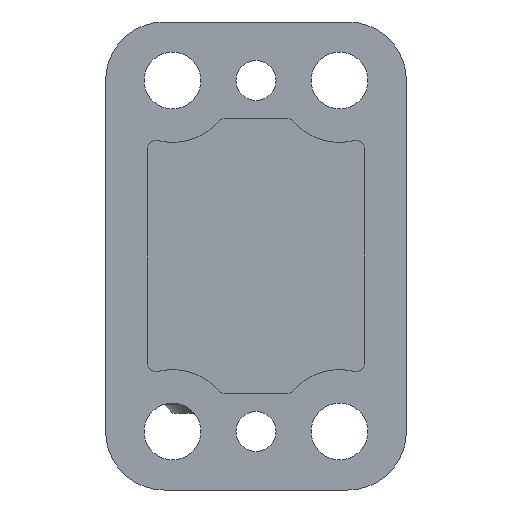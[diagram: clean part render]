
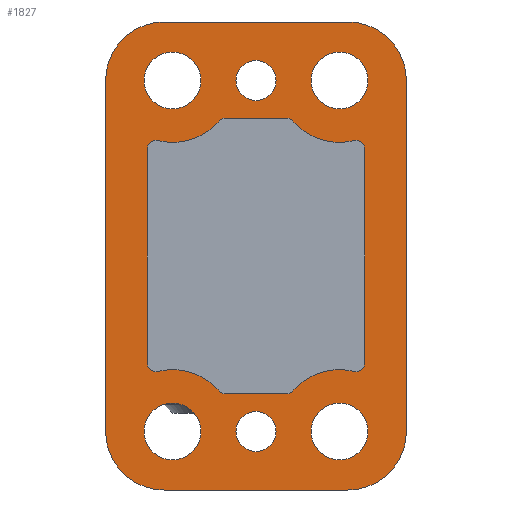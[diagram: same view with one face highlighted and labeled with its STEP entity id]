
A CAD part, front view. The second image highlights one B-rep face of the part: STEP entity #1827.
In plain terms, the highlighted planar face has unit normal (0, -1, 0).
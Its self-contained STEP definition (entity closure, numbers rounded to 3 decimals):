
#48=PLANE('',#2014);
#119=LINE('',#2917,#261);
#128=LINE('',#2937,#270);
#132=LINE('',#2949,#274);
#138=LINE('',#2960,#280);
#143=LINE('',#2996,#285);
#144=LINE('',#3005,#286);
#145=LINE('',#3013,#287);
#146=LINE('',#3021,#288);
#261=VECTOR('',#2295,1000.);
#270=VECTOR('',#2312,1000.);
#274=VECTOR('',#2324,1000.);
#280=VECTOR('',#2336,1000.);
#285=VECTOR('',#2379,1000.);
#286=VECTOR('',#2386,1000.);
#287=VECTOR('',#2393,1000.);
#288=VECTOR('',#2400,1000.);
#509=ORIENTED_EDGE('',*,*,#1003,.T.);
#510=ORIENTED_EDGE('',*,*,#1004,.T.);
#511=ORIENTED_EDGE('',*,*,#1005,.F.);
#512=ORIENTED_EDGE('',*,*,#1006,.T.);
#513=ORIENTED_EDGE('',*,*,#1007,.T.);
#514=ORIENTED_EDGE('',*,*,#1008,.T.);
#515=ORIENTED_EDGE('',*,*,#1009,.F.);
#516=ORIENTED_EDGE('',*,*,#1010,.T.);
#517=ORIENTED_EDGE('',*,*,#1011,.T.);
#518=ORIENTED_EDGE('',*,*,#1012,.T.);
#519=ORIENTED_EDGE('',*,*,#1013,.F.);
#520=ORIENTED_EDGE('',*,*,#1014,.T.);
#521=ORIENTED_EDGE('',*,*,#1015,.T.);
#522=ORIENTED_EDGE('',*,*,#1016,.T.);
#523=ORIENTED_EDGE('',*,*,#1017,.F.);
#524=ORIENTED_EDGE('',*,*,#1018,.T.);
#525=ORIENTED_EDGE('',*,*,#998,.T.);
#526=ORIENTED_EDGE('',*,*,#996,.T.);
#527=ORIENTED_EDGE('',*,*,#995,.T.);
#528=ORIENTED_EDGE('',*,*,#993,.T.);
#529=ORIENTED_EDGE('',*,*,#992,.T.);
#530=ORIENTED_EDGE('',*,*,#990,.T.);
#531=ORIENTED_EDGE('',*,*,#964,.F.);
#532=ORIENTED_EDGE('',*,*,#999,.F.);
#533=ORIENTED_EDGE('',*,*,#988,.F.);
#534=ORIENTED_EDGE('',*,*,#986,.F.);
#535=ORIENTED_EDGE('',*,*,#981,.F.);
#536=ORIENTED_EDGE('',*,*,#978,.F.);
#537=ORIENTED_EDGE('',*,*,#975,.F.);
#538=ORIENTED_EDGE('',*,*,#972,.F.);
#964=EDGE_CURVE('',#1222,#1223,#119,.T.);
#972=EDGE_CURVE('',#1223,#1227,#1376,.T.);
#975=EDGE_CURVE('',#1227,#1229,#128,.T.);
#978=EDGE_CURVE('',#1229,#1231,#1378,.T.);
#981=EDGE_CURVE('',#1231,#1233,#132,.T.);
#986=EDGE_CURVE('',#1233,#1234,#1380,.T.);
#988=EDGE_CURVE('',#1234,#1235,#138,.T.);
#990=EDGE_CURVE('',#1236,#1236,#1381,.T.);
#992=EDGE_CURVE('',#1238,#1238,#1383,.T.);
#993=EDGE_CURVE('',#1239,#1239,#1384,.T.);
#995=EDGE_CURVE('',#1241,#1241,#1386,.T.);
#996=EDGE_CURVE('',#1242,#1242,#1387,.T.);
#998=EDGE_CURVE('',#1244,#1244,#1389,.T.);
#999=EDGE_CURVE('',#1235,#1222,#1390,.T.);
#1003=EDGE_CURVE('',#1247,#1248,#143,.T.);
#1004=EDGE_CURVE('',#1248,#1249,#1391,.T.);
#1005=EDGE_CURVE('',#1250,#1249,#1392,.T.);
#1006=EDGE_CURVE('',#1250,#1251,#1393,.T.);
#1007=EDGE_CURVE('',#1251,#1252,#144,.T.);
#1008=EDGE_CURVE('',#1252,#1253,#1394,.T.);
#1009=EDGE_CURVE('',#1254,#1253,#1395,.T.);
#1010=EDGE_CURVE('',#1254,#1255,#1396,.T.);
#1011=EDGE_CURVE('',#1255,#1256,#145,.T.);
#1012=EDGE_CURVE('',#1256,#1257,#1397,.T.);
#1013=EDGE_CURVE('',#1258,#1257,#1398,.T.);
#1014=EDGE_CURVE('',#1258,#1259,#1399,.T.);
#1015=EDGE_CURVE('',#1259,#1260,#146,.T.);
#1016=EDGE_CURVE('',#1260,#1261,#1400,.T.);
#1017=EDGE_CURVE('',#1262,#1261,#1401,.T.);
#1018=EDGE_CURVE('',#1262,#1247,#1402,.T.);
#1222=VERTEX_POINT('',#2918);
#1223=VERTEX_POINT('',#2919);
#1227=VERTEX_POINT('',#2932);
#1229=VERTEX_POINT('',#2938);
#1231=VERTEX_POINT('',#2944);
#1233=VERTEX_POINT('',#2950);
#1234=VERTEX_POINT('',#2957);
#1235=VERTEX_POINT('',#2961);
#1236=VERTEX_POINT('',#2965);
#1238=VERTEX_POINT('',#2970);
#1239=VERTEX_POINT('',#2973);
#1241=VERTEX_POINT('',#2978);
#1242=VERTEX_POINT('',#2981);
#1244=VERTEX_POINT('',#2986);
#1247=VERTEX_POINT('',#2997);
#1248=VERTEX_POINT('',#2998);
#1249=VERTEX_POINT('',#3000);
#1250=VERTEX_POINT('',#3002);
#1251=VERTEX_POINT('',#3004);
#1252=VERTEX_POINT('',#3006);
#1253=VERTEX_POINT('',#3008);
#1254=VERTEX_POINT('',#3010);
#1255=VERTEX_POINT('',#3012);
#1256=VERTEX_POINT('',#3014);
#1257=VERTEX_POINT('',#3016);
#1258=VERTEX_POINT('',#3018);
#1259=VERTEX_POINT('',#3020);
#1260=VERTEX_POINT('',#3022);
#1261=VERTEX_POINT('',#3024);
#1262=VERTEX_POINT('',#3026);
#1376=CIRCLE('',#1986,7.);
#1378=CIRCLE('',#1990,7.);
#1380=CIRCLE('',#1994,7.);
#1381=CIRCLE('',#1997,3.4);
#1383=CIRCLE('',#2000,3.4);
#1384=CIRCLE('',#2002,2.4);
#1386=CIRCLE('',#2005,2.4);
#1387=CIRCLE('',#2007,3.4);
#1389=CIRCLE('',#2010,3.4);
#1390=CIRCLE('',#2012,7.);
#1391=CIRCLE('',#2015,1.);
#1392=CIRCLE('',#2016,7.4);
#1393=CIRCLE('',#2017,1.);
#1394=CIRCLE('',#2018,1.);
#1395=CIRCLE('',#2019,7.4);
#1396=CIRCLE('',#2020,1.);
#1397=CIRCLE('',#2021,1.);
#1398=CIRCLE('',#2022,7.4);
#1399=CIRCLE('',#2023,1.);
#1400=CIRCLE('',#2024,1.);
#1401=CIRCLE('',#2025,7.4);
#1402=CIRCLE('',#2026,1.);
#1509=EDGE_LOOP('',(#509,#510,#511,#512,#513,#514,#515,#516,#517,#518,#519,
#520,#521,#522,#523,#524));
#1510=EDGE_LOOP('',(#525));
#1511=EDGE_LOOP('',(#526));
#1512=EDGE_LOOP('',(#527));
#1513=EDGE_LOOP('',(#528));
#1514=EDGE_LOOP('',(#529));
#1515=EDGE_LOOP('',(#530));
#1516=EDGE_LOOP('',(#531,#532,#533,#534,#535,#536,#537,#538));
#1645=FACE_BOUND('',#1509,.T.);
#1646=FACE_BOUND('',#1510,.T.);
#1647=FACE_BOUND('',#1511,.T.);
#1648=FACE_BOUND('',#1512,.T.);
#1649=FACE_BOUND('',#1513,.T.);
#1650=FACE_BOUND('',#1514,.T.);
#1651=FACE_BOUND('',#1515,.T.);
#1652=FACE_BOUND('',#1516,.T.);
#1827=ADVANCED_FACE('',(#1645,#1646,#1647,#1648,#1649,#1650,#1651,#1652),
#48,.F.);
#1986=AXIS2_PLACEMENT_3D('',#2931,#2305,#2306);
#1990=AXIS2_PLACEMENT_3D('',#2943,#2317,#2318);
#1994=AXIS2_PLACEMENT_3D('',#2956,#2331,#2332);
#1997=AXIS2_PLACEMENT_3D('',#2964,#2340,#2341);
#2000=AXIS2_PLACEMENT_3D('',#2969,#2346,#2347);
#2002=AXIS2_PLACEMENT_3D('',#2972,#2350,#2351);
#2005=AXIS2_PLACEMENT_3D('',#2977,#2356,#2357);
#2007=AXIS2_PLACEMENT_3D('',#2980,#2360,#2361);
#2010=AXIS2_PLACEMENT_3D('',#2985,#2366,#2367);
#2012=AXIS2_PLACEMENT_3D('',#2988,#2370,#2371);
#2014=AXIS2_PLACEMENT_3D('',#2995,#2377,#2378);
#2015=AXIS2_PLACEMENT_3D('',#2999,#2380,#2381);
#2016=AXIS2_PLACEMENT_3D('',#3001,#2382,#2383);
#2017=AXIS2_PLACEMENT_3D('',#3003,#2384,#2385);
#2018=AXIS2_PLACEMENT_3D('',#3007,#2387,#2388);
#2019=AXIS2_PLACEMENT_3D('',#3009,#2389,#2390);
#2020=AXIS2_PLACEMENT_3D('',#3011,#2391,#2392);
#2021=AXIS2_PLACEMENT_3D('',#3015,#2394,#2395);
#2022=AXIS2_PLACEMENT_3D('',#3017,#2396,#2397);
#2023=AXIS2_PLACEMENT_3D('',#3019,#2398,#2399);
#2024=AXIS2_PLACEMENT_3D('',#3023,#2401,#2402);
#2025=AXIS2_PLACEMENT_3D('',#3025,#2403,#2404);
#2026=AXIS2_PLACEMENT_3D('',#3027,#2405,#2406);
#2295=DIRECTION('',(0.,0.,1.));
#2305=DIRECTION('',(0.,1.,0.));
#2306=DIRECTION('',(1.,0.,0.));
#2312=DIRECTION('',(1.,0.,0.));
#2317=DIRECTION('',(0.,1.,0.));
#2318=DIRECTION('',(1.,0.,0.));
#2324=DIRECTION('',(0.,0.,-1.));
#2331=DIRECTION('',(0.,1.,0.));
#2332=DIRECTION('',(1.,0.,0.));
#2336=DIRECTION('',(-1.,0.,0.));
#2340=DIRECTION('',(0.,1.,0.));
#2341=DIRECTION('',(1.,0.,0.));
#2346=DIRECTION('',(0.,1.,0.));
#2347=DIRECTION('',(1.,0.,0.));
#2350=DIRECTION('',(0.,1.,0.));
#2351=DIRECTION('',(1.,0.,0.));
#2356=DIRECTION('',(0.,1.,0.));
#2357=DIRECTION('',(1.,0.,0.));
#2360=DIRECTION('',(0.,1.,0.));
#2361=DIRECTION('',(1.,0.,0.));
#2366=DIRECTION('',(0.,1.,0.));
#2367=DIRECTION('',(1.,0.,0.));
#2370=DIRECTION('',(0.,1.,0.));
#2371=DIRECTION('',(1.,0.,0.));
#2377=DIRECTION('',(0.,1.,0.));
#2378=DIRECTION('',(0.,0.,1.));
#2379=DIRECTION('',(0.,0.,1.));
#2380=DIRECTION('',(0.,1.,0.));
#2381=DIRECTION('',(1.,0.,0.));
#2382=DIRECTION('',(0.,1.,0.));
#2383=DIRECTION('',(1.,0.,0.));
#2384=DIRECTION('',(0.,1.,0.));
#2385=DIRECTION('',(1.,0.,0.));
#2386=DIRECTION('',(1.,0.,0.));
#2387=DIRECTION('',(0.,1.,0.));
#2388=DIRECTION('',(1.,0.,0.));
#2389=DIRECTION('',(0.,1.,0.));
#2390=DIRECTION('',(1.,0.,0.));
#2391=DIRECTION('',(0.,1.,0.));
#2392=DIRECTION('',(1.,0.,0.));
#2393=DIRECTION('',(0.,0.,-1.));
#2394=DIRECTION('',(0.,1.,0.));
#2395=DIRECTION('',(1.,0.,0.));
#2396=DIRECTION('',(0.,1.,0.));
#2397=DIRECTION('',(1.,0.,0.));
#2398=DIRECTION('',(0.,1.,0.));
#2399=DIRECTION('',(1.,0.,0.));
#2400=DIRECTION('',(-1.,0.,0.));
#2401=DIRECTION('',(0.,1.,0.));
#2402=DIRECTION('',(1.,0.,0.));
#2403=DIRECTION('',(0.,1.,0.));
#2404=DIRECTION('',(1.,0.,0.));
#2405=DIRECTION('',(0.,1.,0.));
#2406=DIRECTION('',(1.,0.,0.));
#2917=CARTESIAN_POINT('',(-18.,0.,-21.));
#2918=CARTESIAN_POINT('',(-18.,0.,-21.));
#2919=CARTESIAN_POINT('',(-18.,0.,21.));
#2931=CARTESIAN_POINT('',(-11.,0.,21.));
#2932=CARTESIAN_POINT('',(-11.,0.,28.));
#2937=CARTESIAN_POINT('',(-11.,0.,28.));
#2938=CARTESIAN_POINT('',(11.,0.,28.));
#2943=CARTESIAN_POINT('',(11.,0.,21.));
#2944=CARTESIAN_POINT('',(18.,0.,21.));
#2949=CARTESIAN_POINT('',(18.,0.,21.));
#2950=CARTESIAN_POINT('',(18.,0.,-21.));
#2956=CARTESIAN_POINT('',(11.,0.,-21.));
#2957=CARTESIAN_POINT('',(11.,0.,-28.));
#2960=CARTESIAN_POINT('',(11.,0.,-28.));
#2961=CARTESIAN_POINT('',(-11.,0.,-28.));
#2964=CARTESIAN_POINT('',(10.,0.,-21.));
#2965=CARTESIAN_POINT('',(13.4,0.,-21.));
#2969=CARTESIAN_POINT('',(10.,0.,21.));
#2970=CARTESIAN_POINT('',(13.4,0.,21.));
#2972=CARTESIAN_POINT('',(0.,0.,-21.));
#2973=CARTESIAN_POINT('',(2.4,0.,-21.));
#2977=CARTESIAN_POINT('',(0.,0.,21.));
#2978=CARTESIAN_POINT('',(2.4,0.,21.));
#2980=CARTESIAN_POINT('',(-10.,0.,-21.));
#2981=CARTESIAN_POINT('',(-6.6,0.,-21.));
#2985=CARTESIAN_POINT('',(-10.,0.,21.));
#2986=CARTESIAN_POINT('',(-6.6,0.,21.));
#2988=CARTESIAN_POINT('',(-11.,0.,-21.));
#2995=CARTESIAN_POINT('',(-11.,0.,21.));
#2996=CARTESIAN_POINT('',(-13.,0.,-12.842));
#2997=CARTESIAN_POINT('',(-13.,0.,-12.842));
#2998=CARTESIAN_POINT('',(-13.,0.,12.842));
#2999=CARTESIAN_POINT('',(-12.,0.,12.842));
#3000=CARTESIAN_POINT('',(-11.762,0.,13.813));
#3001=CARTESIAN_POINT('',(-10.,0.,21.));
#3002=CARTESIAN_POINT('',(-4.407,0.,16.155));
#3003=CARTESIAN_POINT('',(-3.651,0.,15.5));
#3004=CARTESIAN_POINT('',(-3.651,0.,16.5));
#3005=CARTESIAN_POINT('',(-3.651,0.,16.5));
#3006=CARTESIAN_POINT('',(3.651,0.,16.5));
#3007=CARTESIAN_POINT('',(3.651,0.,15.5));
#3008=CARTESIAN_POINT('',(4.407,0.,16.155));
#3009=CARTESIAN_POINT('',(10.,0.,21.));
#3010=CARTESIAN_POINT('',(11.762,0.,13.813));
#3011=CARTESIAN_POINT('',(12.,0.,12.842));
#3012=CARTESIAN_POINT('',(13.,0.,12.842));
#3013=CARTESIAN_POINT('',(13.,0.,12.842));
#3014=CARTESIAN_POINT('',(13.,0.,-12.842));
#3015=CARTESIAN_POINT('',(12.,0.,-12.842));
#3016=CARTESIAN_POINT('',(11.762,0.,-13.813));
#3017=CARTESIAN_POINT('',(10.,0.,-21.));
#3018=CARTESIAN_POINT('',(4.407,0.,-16.155));
#3019=CARTESIAN_POINT('',(3.651,0.,-15.5));
#3020=CARTESIAN_POINT('',(3.651,0.,-16.5));
#3021=CARTESIAN_POINT('',(3.651,0.,-16.5));
#3022=CARTESIAN_POINT('',(-3.651,0.,-16.5));
#3023=CARTESIAN_POINT('',(-3.651,0.,-15.5));
#3024=CARTESIAN_POINT('',(-4.407,0.,-16.155));
#3025=CARTESIAN_POINT('',(-10.,0.,-21.));
#3026=CARTESIAN_POINT('',(-11.762,0.,-13.813));
#3027=CARTESIAN_POINT('',(-12.,0.,-12.842));
